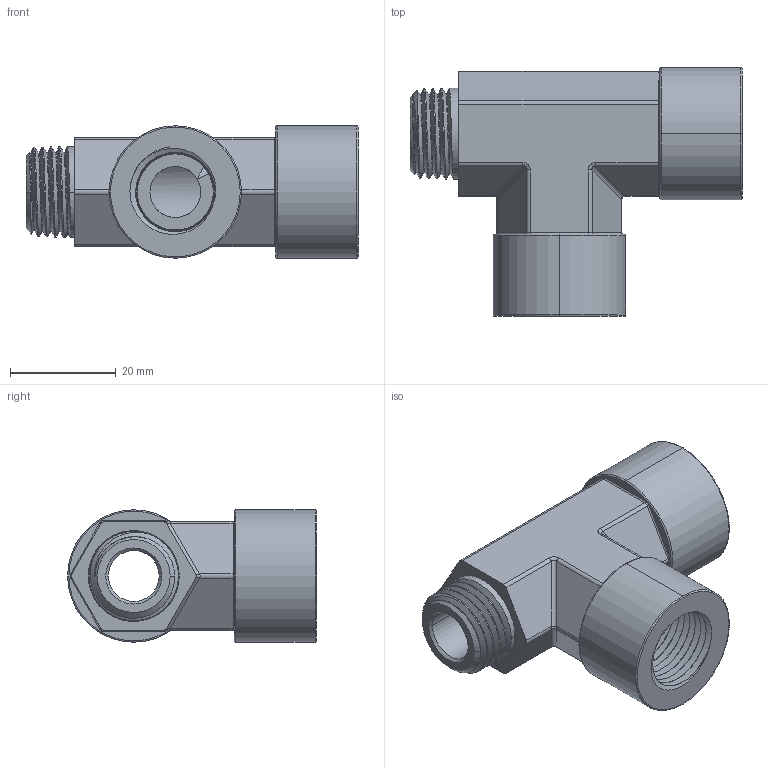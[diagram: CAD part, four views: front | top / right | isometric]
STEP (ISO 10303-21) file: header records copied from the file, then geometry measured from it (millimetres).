
FILE_DESCRIPTION((''),'2;1');
FILE_NAME('001_H-SRT_MASTER','2025-07-07T15:56:17',('Administrator'),(''),'CREO PARAMETRIC BY PTC INC, 2020184','CREO PARAMETRIC BY PTC INC, 2020184','');
FILE_SCHEMA(('AUTOMOTIVE_DESIGN { 1 0 10303 214 1 1 1 1 }'));
Length unit declared in the file: millimetre
Products named in the file (1): 001_H-SRT_MASTER
Bounding box: 62.7 x 47 x 25 mm (x, y, z)
Volume: 21313.2 mm3; surface area: 12378.9 mm2
Topology: 1 solids, 1 shells, 171 faces, 449 edges, 296 vertices
Faces by surface type: cone 52, cylinder 44, bspline 31, plane 24, torus 20
Entity records: 25877 total; most frequent: CARTESIAN_POINT 20461, ORIENTED_EDGE 878, DIRECTION 698, PRESENTATION_STYLE_ASSIGNMENT 451, STYLED_ITEM 451, CURVE_STYLE 450, EDGE_CURVE 439, VERTEX_POINT 274
